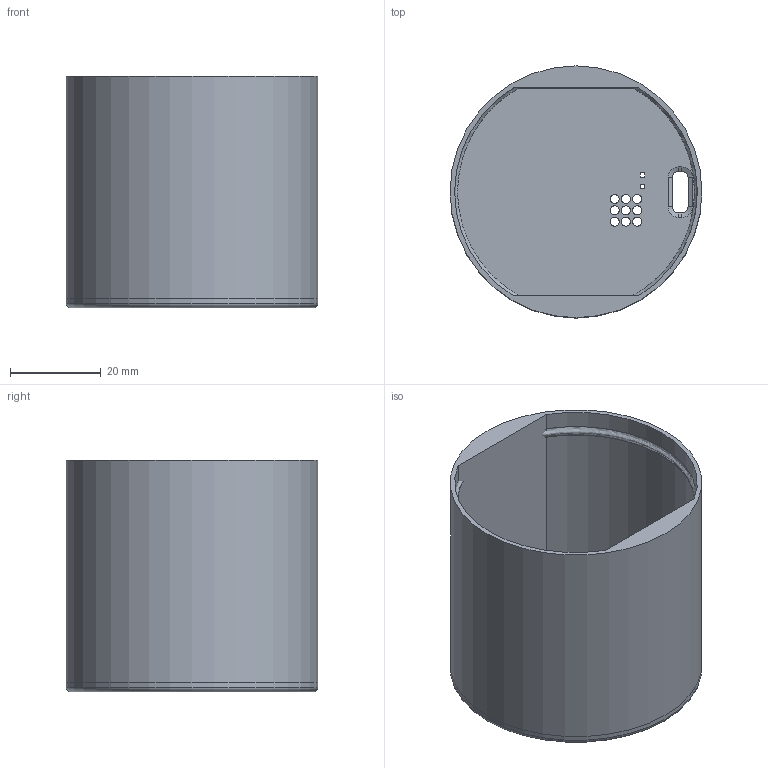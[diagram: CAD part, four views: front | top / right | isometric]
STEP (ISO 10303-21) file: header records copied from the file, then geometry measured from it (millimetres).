
FILE_DESCRIPTION(/* description */ (''),/* implementation_level */ '2;1');
FILE_NAME(/* name */ 'Case.step',/* time_stamp */ '2025-05-04T21:33:48+01:00',/* author */ (''),/* organization */ (''),/* preprocessor_version */ 'ST-DEVELOPER v20.1',/* originating_system */ 'Autodesk Translation Framework v14.4.0.0',/* authorisation */ '');
FILE_SCHEMA (('AUTOMOTIVE_DESIGN { 1 0 10303 214 3 1 1 }'));
Length unit declared in the file: millimetre
Products named in the file (1): Case
Bounding box: 55.5 x 55.5 x 51 mm (x, y, z)
Volume: 20307 mm3; surface area: 23270.4 mm2
Topology: 3 solids, 3 shells, 53 faces, 130 edges, 81 vertices
Faces by surface type: plane 26, cylinder 17, cone 8, bspline 1, torus 1
Full cylindrical faces by diameter (mm): 2 x9, 55.5 x2
Entity records: 2032 total; most frequent: CARTESIAN_POINT 663, DIRECTION 281, ORIENTED_EDGE 260, EDGE_CURVE 130, AXIS2_PLACEMENT_3D 99, LINE 83, VECTOR 83, VERTEX_POINT 81
